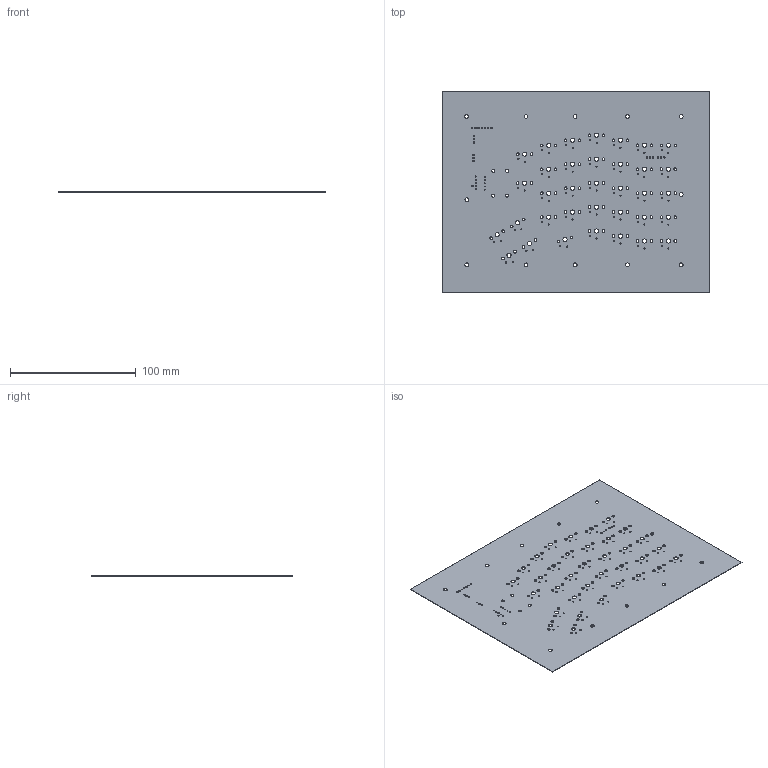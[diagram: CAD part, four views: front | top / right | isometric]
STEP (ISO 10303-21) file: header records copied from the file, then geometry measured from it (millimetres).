
FILE_DESCRIPTION(('Open CASCADE Model'),'2;1');
FILE_NAME('Open CASCADE Shape Model','2023-07-27T16:46:54',('Author'),( 'Open CASCADE'),'Open CASCADE STEP processor 7.5','Open CASCADE 7.5' ,'Unknown');
FILE_SCHEMA(('AUTOMOTIVE_DESIGN { 1 0 10303 214 1 1 1 1 }'));
Length unit declared in the file: millimetre
Products named in the file (1): Open CASCADE STEP translator 7.5 1
Bounding box: 212.49 x 160.21 x 0.41 mm (x, y, z)
Volume: 13712.7 mm3; surface area: 67477.7 mm2
Topology: 1 solids, 1 shells, 227 faces, 675 edges, 450 vertices
Faces by surface type: cylinder 221, plane 6
Full cylindrical faces by diameter (mm): 0.73 x5, 0.888 x5, 0.914 x70, 1.1 x20, 2.1 x70, 2.54 x4, 3 x12, 3.3 x35
Entity records: 8794 total; most frequent: DIRECTION 1573, CARTESIAN_POINT 1353, ORIENTED_EDGE 1350, EDGE_CURVE 675, AXIS2_PLACEMENT_3D 670, FACE_BOUND 669, EDGE_LOOP 669, VERTEX_POINT 450
